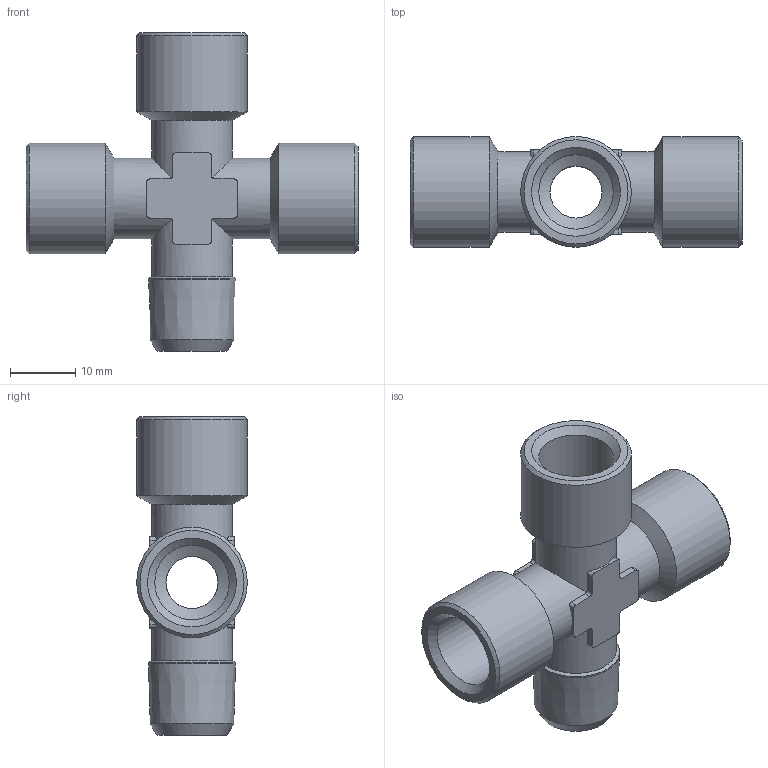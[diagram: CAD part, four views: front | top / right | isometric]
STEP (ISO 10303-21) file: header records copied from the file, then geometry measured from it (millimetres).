
FILE_DESCRIPTION(( 'RA.26B00.14.STP' ), '1');
FILE_NAME( 'RA.26B00.14.STP', '2018-10-11T12:31:20',( 'Sopra'),('sopra-pneumatic.com'), 'SwSTEP 2.0','SolidWorks 2009','' );
FILE_SCHEMA (('AUTOMOTIVE_DESIGN { 1 0 10303 214 1 1 1 1 }'));
Length unit declared in the file: millimetre
Products named in the file (2): Root; 60252
Assembly tree (1 placements, depth 2):
  Root
    60252
Bounding box: 51 x 17 x 49 mm (x, y, z)
Volume: 8551.1 mm3; surface area: 7159.4 mm2
Topology: 1 solids, 1 shells, 85 faces, 231 edges, 146 vertices
Faces by surface type: cylinder 39, plane 30, cone 16
Full cylindrical faces by diameter (mm): 8 x4, 11.445 x3, 12.4 x4, 13.388 x1, 17 x3
Entity records: 8346 total; most frequent: CARTESIAN_POINT 4471, DIRECTION 404, PRESENTATION_STYLE_ASSIGNMENT 383, COLOUR_RGB 383, DRAUGHTING_PRE_DEFINED_CURVE_FONT 382, CURVE_STYLE 382, OVER_RIDING_STYLED_ITEM 382, ORIENTED_EDGE 382
